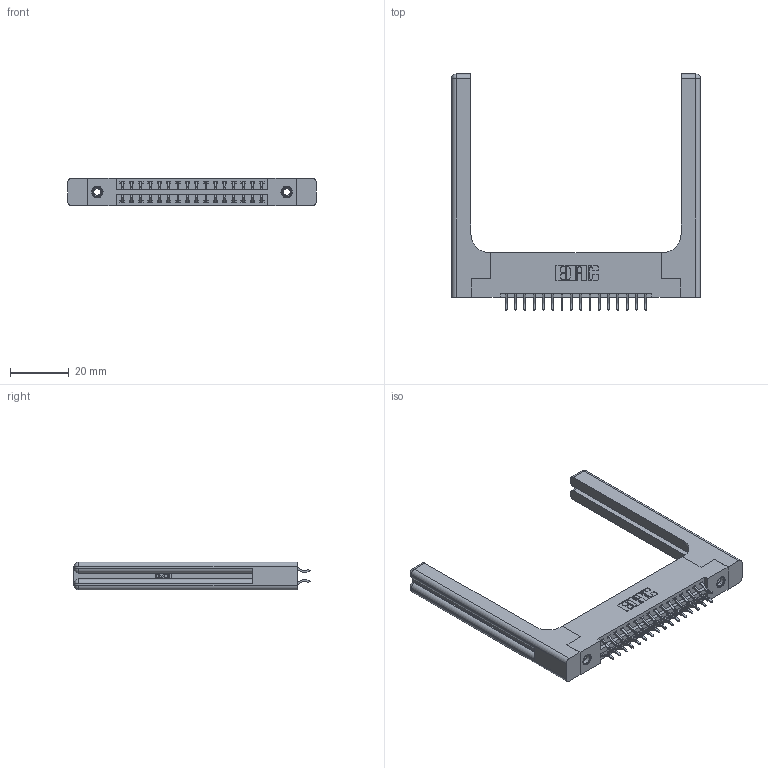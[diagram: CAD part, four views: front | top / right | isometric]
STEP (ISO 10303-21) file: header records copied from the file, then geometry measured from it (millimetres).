
FILE_DESCRIPTION (( 'STEP AP203' ), '1' );
FILE_NAME ('396-032-556-258.STEP', '2019-10-30T06:34:20', ( '' ), ( '' ), 'SwSTEP 2.0', 'SolidWorks 2016', '' );
FILE_SCHEMA (( 'CONFIG_CONTROL_DESIGN' ));
Length unit declared in the file: inch
Products named in the file (5): 396-032-556-258; 346-220-058_345-220-058; 346 Part_Flush Mounting Lugs - 0.156 Dia-TH; 345-250-001_345-250-001-102; 345-292-001_556 Tail
Assembly tree (37 placements, depth 2):
  396-032-556-258
    346 Part_Flush Mounting Lugs - 0.156 Dia-TH
    345-292-001_556 Tail  x32
    345-250-001_345-250-001-102  x2
    346-220-058_345-220-058  x2
Bounding box: 84.86 x 80.53 x 9.4 mm (x, y, z)
Volume: 15566.1 mm3; surface area: 15629.7 mm2
Topology: 37 solids, 37 shells, 2234 faces, 6531 edges, 4290 vertices
Faces by surface type: plane 1472, cylinder 702, bspline 36, cone 12, sphere 8, torus 4
Entity records: 19344 total; most frequent: CARTESIAN_POINT 4245, ORIENTED_EDGE 2964, DIRECTION 2714, EDGE_CURVE 1482, VECTOR 1186, LINE 1186, VERTEX_POINT 978, AXIS2_PLACEMENT_3D 764
